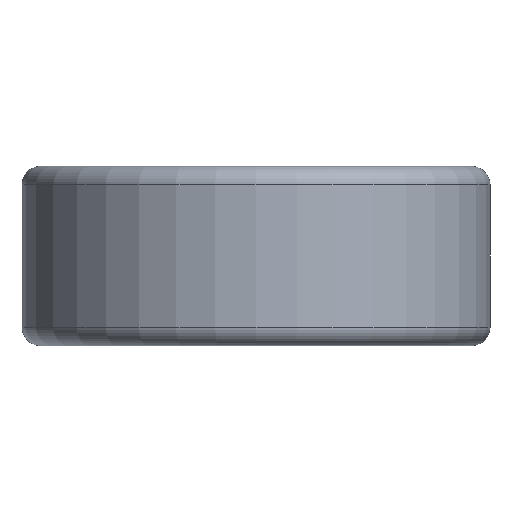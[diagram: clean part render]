
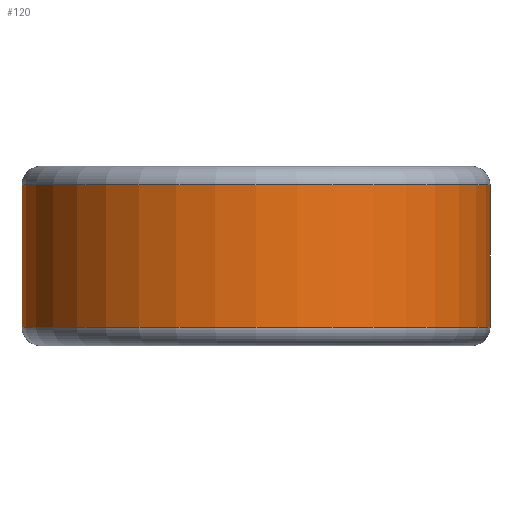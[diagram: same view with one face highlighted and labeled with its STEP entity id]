
A CAD part, front view. The second image highlights one B-rep face of the part: STEP entity #120.
In plain terms, the highlighted cylindrical face has radius 6.3 mm (diameter 12.6 mm), a partial arc.
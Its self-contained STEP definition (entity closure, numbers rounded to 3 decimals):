
#6 = CARTESIAN_POINT ( 'NONE',  ( 0., 0., 0.5 ) ) ;
#8 = ORIENTED_EDGE ( 'NONE', *, *, #21, .T. ) ;
#9 = DIRECTION ( 'NONE',  ( 0., 0., -1. ) ) ;
#21 = EDGE_CURVE ( 'NONE', #43, #163, #338, .T. ) ;
#38 = LINE ( 'NONE', #193, #303 ) ;
#43 = VERTEX_POINT ( 'NONE', #261 ) ;
#56 = CARTESIAN_POINT ( 'NONE',  ( 6.3, 0., 0.5 ) ) ;
#57 = DIRECTION ( 'NONE',  ( 0., 0., -1. ) ) ;
#65 = VERTEX_POINT ( 'NONE', #224 ) ;
#90 = CARTESIAN_POINT ( 'NONE',  ( 0., 0., 4.83 ) ) ;
#103 = DIRECTION ( 'NONE',  ( 0., 0., -1. ) ) ;
#115 = ORIENTED_EDGE ( 'NONE', *, *, #281, .F. ) ;
#119 = DIRECTION ( 'NONE',  ( 1., 0., 0. ) ) ;
#120 = ADVANCED_FACE ( 'NONE', ( #431 ), #130, .T. ) ;
#130 = CYLINDRICAL_SURFACE ( 'NONE', #400, 6.3 ) ;
#163 = VERTEX_POINT ( 'NONE', #56 ) ;
#174 = VECTOR ( 'NONE', #331, 1000. ) ;
#178 = DIRECTION ( 'NONE',  ( 1., 0., 0. ) ) ;
#185 = EDGE_CURVE ( 'NONE', #228, #43, #38, .T. ) ;
#190 = DIRECTION ( 'NONE',  ( 0., 0., 1. ) ) ;
#193 = CARTESIAN_POINT ( 'NONE',  ( -6.3, 0., 4.83 ) ) ;
#199 = DIRECTION ( 'NONE',  ( -1., 0., 0. ) ) ;
#206 = CIRCLE ( 'NONE', #315, 6.3 ) ;
#224 = CARTESIAN_POINT ( 'NONE',  ( 6.3, 0., 4.33 ) ) ;
#228 = VERTEX_POINT ( 'NONE', #265 ) ;
#261 = CARTESIAN_POINT ( 'NONE',  ( -6.3, 0., 0.5 ) ) ;
#265 = CARTESIAN_POINT ( 'NONE',  ( -6.3, 0., 4.33 ) ) ;
#280 = EDGE_LOOP ( 'NONE', ( #115, #423, #410, #8 ) ) ;
#281 = EDGE_CURVE ( 'NONE', #65, #163, #388, .T. ) ;
#301 = AXIS2_PLACEMENT_3D ( 'NONE', #6, #190, #119 ) ;
#302 = CARTESIAN_POINT ( 'NONE',  ( 6.3, 0., 4.83 ) ) ;
#303 = VECTOR ( 'NONE', #9, 1000. ) ;
#310 = CARTESIAN_POINT ( 'NONE',  ( 0., 0., 4.33 ) ) ;
#315 = AXIS2_PLACEMENT_3D ( 'NONE', #310, #103, #178 ) ;
#331 = DIRECTION ( 'NONE',  ( 0., 0., -1. ) ) ;
#338 = CIRCLE ( 'NONE', #301, 6.3 ) ;
#388 = LINE ( 'NONE', #302, #174 ) ;
#400 = AXIS2_PLACEMENT_3D ( 'NONE', #90, #57, #199 ) ;
#410 = ORIENTED_EDGE ( 'NONE', *, *, #185, .T. ) ;
#423 = ORIENTED_EDGE ( 'NONE', *, *, #434, .T. ) ;
#431 = FACE_OUTER_BOUND ( 'NONE', #280, .T. ) ;
#434 = EDGE_CURVE ( 'NONE', #65, #228, #206, .T. ) ;
